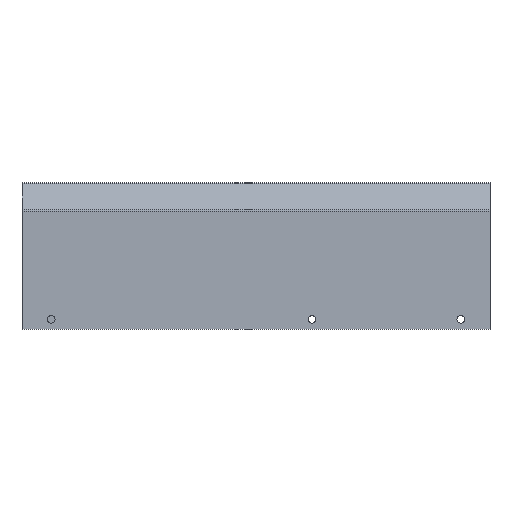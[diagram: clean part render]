
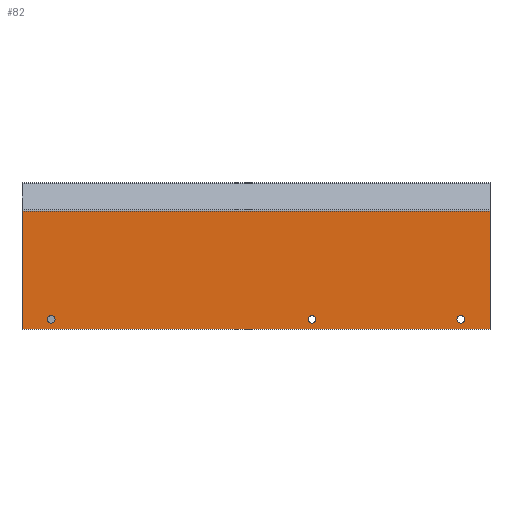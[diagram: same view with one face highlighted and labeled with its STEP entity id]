
A CAD part, left-side view. The second image highlights one B-rep face of the part: STEP entity #82.
In plain terms, the highlighted planar face has unit normal (-1, 0, 0).
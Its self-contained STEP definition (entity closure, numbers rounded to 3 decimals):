
#82 = ADVANCED_FACE( '', ( #178, #179, #180, #181 ), #182, .F. );
#178 = FACE_BOUND( '', #287, .T. );
#179 = FACE_BOUND( '', #288, .T. );
#180 = FACE_BOUND( '', #289, .T. );
#181 = FACE_OUTER_BOUND( '', #290, .T. );
#182 = PLANE( '', #291 );
#287 = EDGE_LOOP( '', ( #475 ) );
#288 = EDGE_LOOP( '', ( #476 ) );
#289 = EDGE_LOOP( '', ( #477 ) );
#290 = EDGE_LOOP( '', ( #478, #479, #480, #481 ) );
#291 = AXIS2_PLACEMENT_3D( '', #482, #483, #484 );
#475 = ORIENTED_EDGE( '', *, *, #665, .T. );
#476 = ORIENTED_EDGE( '', *, *, #666, .T. );
#477 = ORIENTED_EDGE( '', *, *, #594, .T. );
#478 = ORIENTED_EDGE( '', *, *, #667, .T. );
#479 = ORIENTED_EDGE( '', *, *, #602, .T. );
#480 = ORIENTED_EDGE( '', *, *, #626, .F. );
#481 = ORIENTED_EDGE( '', *, *, #668, .T. );
#482 = CARTESIAN_POINT( '', ( -25., 4., -38. ) );
#483 = DIRECTION( '', ( 1., 0., 0. ) );
#484 = DIRECTION( '', ( 0., 0., -1. ) );
#594 = EDGE_CURVE( '', #695, #695, #696, .T. );
#602 = EDGE_CURVE( '', #710, #707, #711, .F. );
#626 = EDGE_CURVE( '', #750, #707, #752, .T. );
#665 = EDGE_CURVE( '', #810, #810, #811, .T. );
#666 = EDGE_CURVE( '', #812, #812, #813, .T. );
#667 = EDGE_CURVE( '', #814, #710, #815, .T. );
#668 = EDGE_CURVE( '', #750, #814, #816, .T. );
#695 = VERTEX_POINT( '', #847 );
#696 = CIRCLE( '', #848, 1.55 );
#707 = VERTEX_POINT( '', #863 );
#710 = VERTEX_POINT( '', #866 );
#711 = LINE( '', #867, #868 );
#750 = VERTEX_POINT( '', #918 );
#752 = LINE( '', #921, #922 );
#810 = VERTEX_POINT( '', #997 );
#811 = CIRCLE( '', #998, 1.55 );
#812 = VERTEX_POINT( '', #999 );
#813 = CIRCLE( '', #1000, 1.55 );
#814 = VERTEX_POINT( '', #1001 );
#815 = LINE( '', #1002, #1003 );
#816 = LINE( '', #1004, #1005 );
#847 = CARTESIAN_POINT( '', ( -25., 36.45, -33.986 ) );
#848 = AXIS2_PLACEMENT_3D( '', #1043, #1044, #1045 );
#863 = CARTESIAN_POINT( '', ( -25., 50., 10.428 ) );
#866 = CARTESIAN_POINT( '', ( -25., -142., 10.428 ) );
#867 = CARTESIAN_POINT( '', ( -25., 4., 10.428 ) );
#868 = VECTOR( '', #1053, 1000. );
#918 = CARTESIAN_POINT( '', ( -25., 50., -37.986 ) );
#921 = CARTESIAN_POINT( '', ( -25., 50., -38. ) );
#922 = VECTOR( '', #1090, 1000. );
#997 = CARTESIAN_POINT( '', ( -25., -131.55, -33.986 ) );
#998 = AXIS2_PLACEMENT_3D( '', #1141, #1142, #1143 );
#999 = CARTESIAN_POINT( '', ( -25., -70.55, -33.986 ) );
#1000 = AXIS2_PLACEMENT_3D( '', #1144, #1145, #1146 );
#1001 = CARTESIAN_POINT( '', ( -25., -142., -37.986 ) );
#1002 = CARTESIAN_POINT( '', ( -25., -142., -38. ) );
#1003 = VECTOR( '', #1147, 1000. );
#1004 = CARTESIAN_POINT( '', ( -25., 4., -37.986 ) );
#1005 = VECTOR( '', #1148, 1000. );
#1043 = CARTESIAN_POINT( '', ( -25., 38., -33.986 ) );
#1044 = DIRECTION( '', ( 1., 0., 0. ) );
#1045 = DIRECTION( '', ( 0., -1., 0. ) );
#1053 = DIRECTION( '', ( 0., -1., 0. ) );
#1090 = DIRECTION( '', ( 0., 0., 1. ) );
#1141 = CARTESIAN_POINT( '', ( -25., -130., -33.986 ) );
#1142 = DIRECTION( '', ( 1., 0., 0. ) );
#1143 = DIRECTION( '', ( 0., -1., 0. ) );
#1144 = CARTESIAN_POINT( '', ( -25., -69., -33.986 ) );
#1145 = DIRECTION( '', ( 1., 0., 0. ) );
#1146 = DIRECTION( '', ( 0., -1., 0. ) );
#1147 = DIRECTION( '', ( 0., 0., 1. ) );
#1148 = DIRECTION( '', ( 0., -1., 0. ) );
